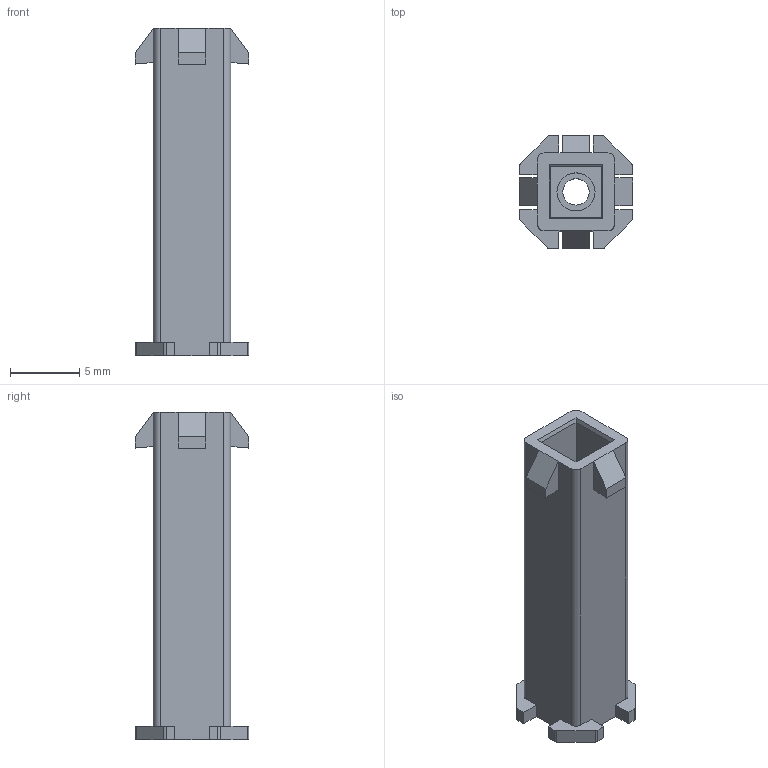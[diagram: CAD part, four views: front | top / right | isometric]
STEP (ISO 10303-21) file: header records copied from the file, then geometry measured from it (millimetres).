
FILE_DESCRIPTION( ('This file contains a STEP AP42 implementation' ,'as created by ZW3D STEP Interface translator.') ,'2;1' );
FILE_NAME( 'WF4141-1HK01WX1001.stp' ,'231019.101818', (''), ('ZWCAD Software Co.'), 'Version 1.0', 'ZW3D to STEP translator', '' );
FILE_SCHEMA(('AUTOMOTIVE_DESIGN { 1 0 10303 214 1 1 1 1 }'));
Length unit declared in the file: millimetre
Products named in the file (2): 0; WF4141-1HK01WX1001
Bounding box: 8.2 x 8.2 x 23.7 mm (x, y, z)
Volume: 509.8 mm3; surface area: 924.6 mm2
Topology: 1 solids, 1 shells, 92 faces, 243 edges, 155 vertices
Faces by surface type: plane 76, cylinder 14, cone 2
Full cylindrical faces by diameter (mm): 1.9 x1, 2.75 x1
Entity records: 2986 total; most frequent: CARTESIAN_POINT 583, ORIENTED_EDGE 486, DIRECTION 448, EDGE_CURVE 243, VECTOR 204, LINE 204, VERTEX_POINT 155, AXIS2_PLACEMENT_3D 122
